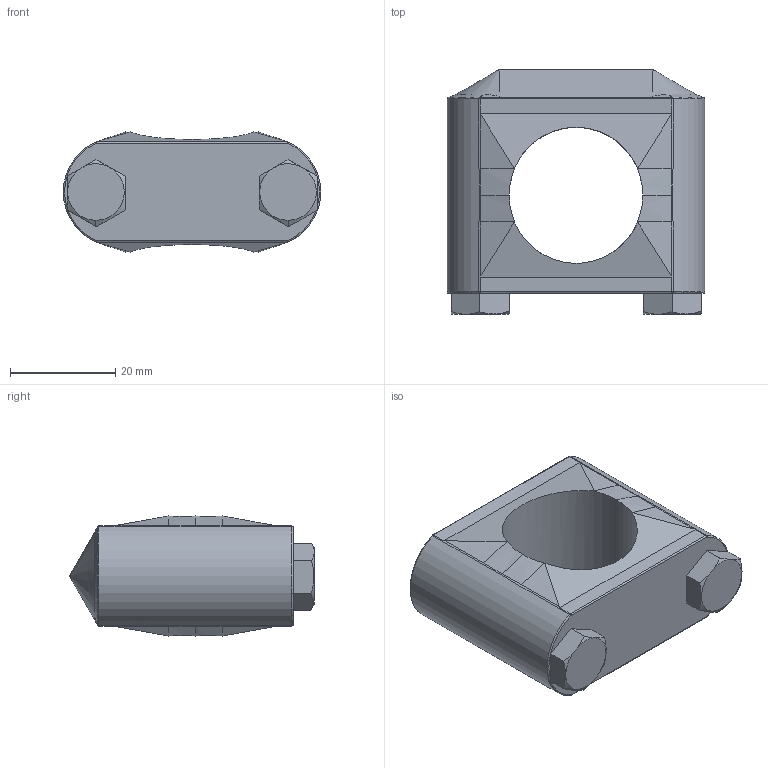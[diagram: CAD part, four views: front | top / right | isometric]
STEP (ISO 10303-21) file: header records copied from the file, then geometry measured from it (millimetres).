
FILE_DESCRIPTION (( 'STEP AP214' ), '1' );
FILE_NAME ('CSDBM0.25P304ZP.STEP', '2023-06-01T09:36:42', ( '' ), ( '' ), 'SwSTEP 2.0', 'SolidWorks 2018', '' );
FILE_SCHEMA (( 'AUTOMOTIVE_DESIGN' ));
Length unit declared in the file: inch
Products named in the file (1): CSDBM0.25P304ZP
Bounding box: 49.02 x 46.51 x 22.86 mm (x, y, z)
Volume: 26039.1 mm3; surface area: 7372.2 mm2
Topology: 1 solids, 1 shells, 106 faces, 262 edges, 156 vertices
Faces by surface type: plane 39, bspline 26, cylinder 19, torus 12, cone 8, sphere 2
Entity records: 4028 total; most frequent: CARTESIAN_POINT 1789, ORIENTED_EDGE 524, DIRECTION 364, EDGE_CURVE 262, VERTEX_POINT 156, AXIS2_PLACEMENT_3D 131, ADVANCED_FACE 106, EDGE_LOOP 106
